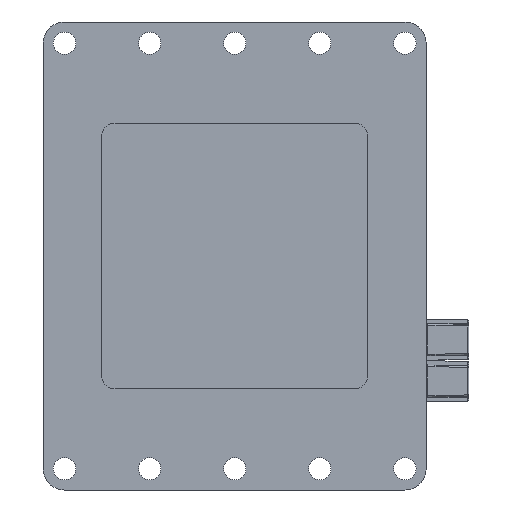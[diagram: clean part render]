
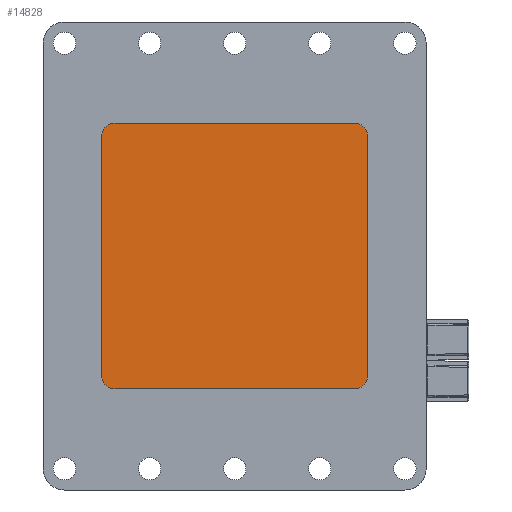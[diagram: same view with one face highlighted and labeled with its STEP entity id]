
A CAD part, left-side view. The second image highlights one B-rep face of the part: STEP entity #14828.
In plain terms, the highlighted planar face has unit normal (-1, 0, 0).
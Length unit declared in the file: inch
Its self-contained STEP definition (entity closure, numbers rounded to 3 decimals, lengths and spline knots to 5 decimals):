
#362 = ORIENTED_EDGE ( 'NONE', *, *, #35312, .T. ) ;
#437 = DIRECTION ( 'NONE',  ( 0., 1., 0. ) ) ;
#540 = CIRCLE ( 'NONE', #7445, 0.09843 ) ;
#774 = VERTEX_POINT ( 'NONE', #27801 ) ;
#1171 = ORIENTED_EDGE ( 'NONE', *, *, #23510, .T. ) ;
#1347 = DIRECTION ( 'NONE',  ( 0., 0., -1. ) ) ;
#2924 = DIRECTION ( 'NONE',  ( 0., 0., -1. ) ) ;
#3868 = VECTOR ( 'NONE', #2924, 39.37008 ) ;
#4503 = DIRECTION ( 'NONE',  ( -1., 0., 0. ) ) ;
#4803 = VERTEX_POINT ( 'NONE', #12399 ) ;
#4954 = VERTEX_POINT ( 'NONE', #32265 ) ;
#5232 = DIRECTION ( 'NONE',  ( -1., 0., 0. ) ) ;
#5676 = CIRCLE ( 'NONE', #13843, 0.09843 ) ;
#5981 = CARTESIAN_POINT ( 'NONE',  ( -0.66717, -1.29858, -2.40536 ) ) ;
#7180 = CARTESIAN_POINT ( 'NONE',  ( -0.66717, -1.39701, -0.6337 ) ) ;
#7445 = AXIS2_PLACEMENT_3D ( 'NONE', #21907, #5232, #30582 ) ;
#7748 = DIRECTION ( 'NONE',  ( -1., 0., 0. ) ) ;
#9025 = VERTEX_POINT ( 'NONE', #31008 ) ;
#9785 = ORIENTED_EDGE ( 'NONE', *, *, #21454, .T. ) ;
#10494 = ORIENTED_EDGE ( 'NONE', *, *, #17995, .T. ) ;
#10846 = EDGE_CURVE ( 'NONE', #4954, #4803, #540, .T. ) ;
#12386 = ORIENTED_EDGE ( 'NONE', *, *, #14372, .T. ) ;
#12399 = CARTESIAN_POINT ( 'NONE',  ( -0.66717, -3.16866, -0.53528 ) ) ;
#12672 = VECTOR ( 'NONE', #19282, 39.37008 ) ;
#12915 = CARTESIAN_POINT ( 'NONE',  ( -0.66717, -1.39701, -2.40536 ) ) ;
#13485 = CARTESIAN_POINT ( 'NONE',  ( -0.66717, -2.28283, -1.51953 ) ) ;
#13592 = VERTEX_POINT ( 'NONE', #18618 ) ;
#13843 = AXIS2_PLACEMENT_3D ( 'NONE', #26714, #7748, #18705 ) ;
#14069 = EDGE_CURVE ( 'NONE', #30483, #13592, #22154, .T. ) ;
#14372 = EDGE_CURVE ( 'NONE', #774, #30483, #22940, .T. ) ;
#14828 = ADVANCED_FACE ( 'NONE', ( #32503 ), #21621, .F. ) ;
#15448 = DIRECTION ( 'NONE',  ( -1., 0., 0. ) ) ;
#16524 = CARTESIAN_POINT ( 'NONE',  ( -0.66717, -3.16866, -2.50378 ) ) ;
#16682 = AXIS2_PLACEMENT_3D ( 'NONE', #13485, #21865, #18719 ) ;
#17119 = CARTESIAN_POINT ( 'NONE',  ( -0.66717, -1.39701, -0.53528 ) ) ;
#17197 = AXIS2_PLACEMENT_3D ( 'NONE', #12915, #15448, #26762 ) ;
#17995 = EDGE_CURVE ( 'NONE', #20566, #4954, #18947, .T. ) ;
#18618 = CARTESIAN_POINT ( 'NONE',  ( -0.66717, -1.29858, -2.40536 ) ) ;
#18705 = DIRECTION ( 'NONE',  ( 0., 0., -1. ) ) ;
#18719 = DIRECTION ( 'NONE',  ( 0., 0., -1. ) ) ;
#18947 = LINE ( 'NONE', #19749, #19390 ) ;
#19282 = DIRECTION ( 'NONE',  ( 0., -1., 0. ) ) ;
#19390 = VECTOR ( 'NONE', #25216, 39.37008 ) ;
#19647 = LINE ( 'NONE', #17119, #21389 ) ;
#19749 = CARTESIAN_POINT ( 'NONE',  ( -0.66717, -3.26709, -0.6337 ) ) ;
#20566 = VERTEX_POINT ( 'NONE', #29918 ) ;
#21389 = VECTOR ( 'NONE', #437, 39.37008 ) ;
#21454 = EDGE_CURVE ( 'NONE', #9025, #20566, #5676, .T. ) ;
#21621 = PLANE ( 'NONE',  #16682 ) ;
#21865 = DIRECTION ( 'NONE',  ( 1., 0., 0. ) ) ;
#21907 = CARTESIAN_POINT ( 'NONE',  ( -0.66717, -3.16866, -0.6337 ) ) ;
#22154 = LINE ( 'NONE', #5981, #3868 ) ;
#22940 = CIRCLE ( 'NONE', #33712, 0.09843 ) ;
#23510 = EDGE_CURVE ( 'NONE', #13592, #27142, #25044, .T. ) ;
#24909 = CARTESIAN_POINT ( 'NONE',  ( -0.66717, -1.39701, -2.50378 ) ) ;
#25044 = CIRCLE ( 'NONE', #17197, 0.09843 ) ;
#25216 = DIRECTION ( 'NONE',  ( 0., 0., 1. ) ) ;
#25806 = ORIENTED_EDGE ( 'NONE', *, *, #10846, .T. ) ;
#26168 = CARTESIAN_POINT ( 'NONE',  ( -0.66717, -1.29858, -0.6337 ) ) ;
#26714 = CARTESIAN_POINT ( 'NONE',  ( -0.66717, -3.16866, -2.40536 ) ) ;
#26762 = DIRECTION ( 'NONE',  ( 0., 0., -1. ) ) ;
#27142 = VERTEX_POINT ( 'NONE', #24909 ) ;
#27424 = ORIENTED_EDGE ( 'NONE', *, *, #31075, .T. ) ;
#27443 = ORIENTED_EDGE ( 'NONE', *, *, #14069, .T. ) ;
#27801 = CARTESIAN_POINT ( 'NONE',  ( -0.66717, -1.39701, -0.53528 ) ) ;
#29918 = CARTESIAN_POINT ( 'NONE',  ( -0.66717, -3.26709, -2.40536 ) ) ;
#30483 = VERTEX_POINT ( 'NONE', #26168 ) ;
#30582 = DIRECTION ( 'NONE',  ( 0., 0., -1. ) ) ;
#31008 = CARTESIAN_POINT ( 'NONE',  ( -0.66717, -3.16866, -2.50378 ) ) ;
#31075 = EDGE_CURVE ( 'NONE', #27142, #9025, #32281, .T. ) ;
#32265 = CARTESIAN_POINT ( 'NONE',  ( -0.66717, -3.26709, -0.6337 ) ) ;
#32281 = LINE ( 'NONE', #16524, #12672 ) ;
#32503 = FACE_OUTER_BOUND ( 'NONE', #34206, .T. ) ;
#33712 = AXIS2_PLACEMENT_3D ( 'NONE', #7180, #4503, #1347 ) ;
#34206 = EDGE_LOOP ( 'NONE', ( #27424, #9785, #10494, #25806, #362, #12386, #27443, #1171 ) ) ;
#35312 = EDGE_CURVE ( 'NONE', #4803, #774, #19647, .T. ) ;
